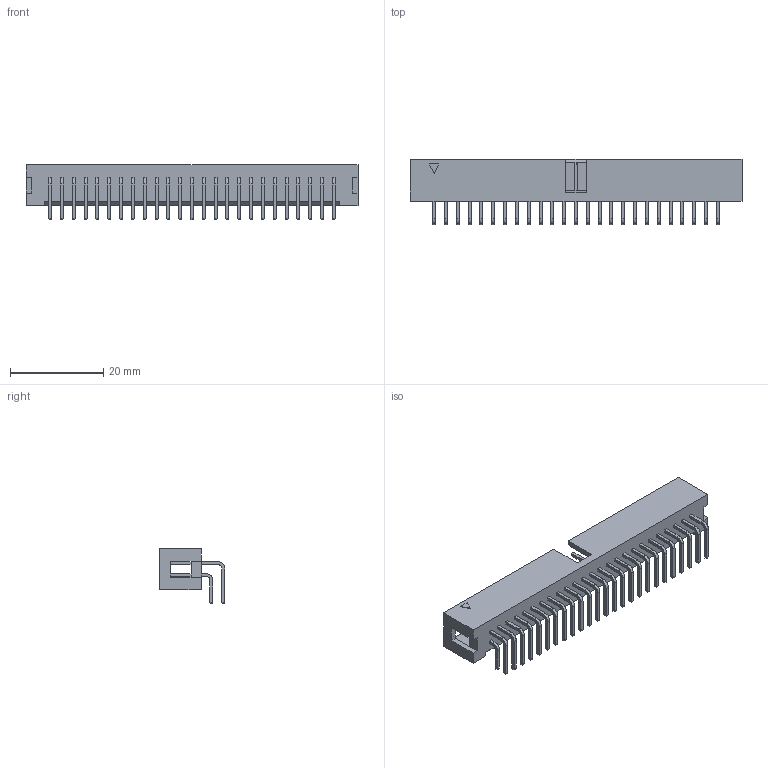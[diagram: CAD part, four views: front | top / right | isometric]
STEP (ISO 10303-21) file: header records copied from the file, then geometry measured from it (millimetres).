
FILE_DESCRIPTION (( 'STEP AP214' ), '1' );
FILE_NAME ('AFF67D05-44AF-4A29-A0D2-21F419826ABB.STEP', '2024-11-05T09:59:27', ( '' ), ( '' ), 'SwSTEP 2.0', 'SolidWorks 2022', '' );
FILE_SCHEMA (( 'AUTOMOTIVE_DESIGN' ));
Length unit declared in the file: millimetre
Products named in the file (1): AFF67D05-44AF-4A29-A0D2-21F419826ABB
Bounding box: 71.3 x 14.02 x 11.9 mm (x, y, z)
Volume: 2830.3 mm3; surface area: 5634.3 mm2
Topology: 1 solids, 1 shells, 1136 faces, 2703 edges, 1666 vertices
Faces by surface type: plane 1036, cylinder 100
Entity records: 32181 total; most frequent: CARTESIAN_POINT 5506, ORIENTED_EDGE 5406, DIRECTION 5177, EDGE_CURVE 2703, LINE 2503, VECTOR 2503, VERTEX_POINT 1666, AXIS2_PLACEMENT_3D 1337
